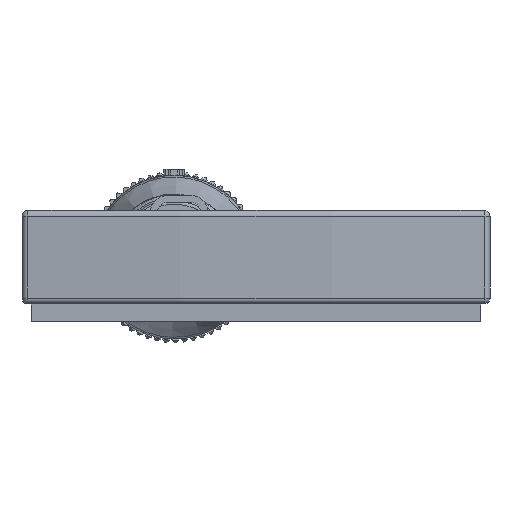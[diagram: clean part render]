
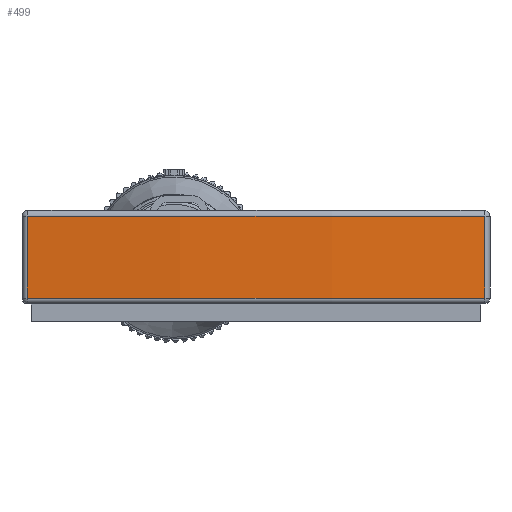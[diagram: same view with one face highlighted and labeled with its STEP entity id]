
A CAD part, front view. The second image highlights one B-rep face of the part: STEP entity #499.
In plain terms, the highlighted cylindrical face has radius 191.335 mm (diameter 382.671 mm), a partial arc.
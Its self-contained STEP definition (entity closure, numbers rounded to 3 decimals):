
#472=AXIS2_PLACEMENT_3D('Cylinder Axis2P3D',#469,#470,#471) ;
#485=AXIS2_PLACEMENT_3D('Circle Axis2P3D',#483,#484,$) ;
#490=AXIS2_PLACEMENT_3D('Circle Axis2P3D',#488,#489,$) ;
#338=CARTESIAN_POINT('Vertex',(39.551,1.002,10.8)) ;
#341=CARTESIAN_POINT('Line Origine',(39.551,1.002,7.3)) ;
#345=CARTESIAN_POINT('Vertex',(39.551,1.002,3.8)) ;
#469=CARTESIAN_POINT('Axis2P3D Location',(20.,191.335,7.3)) ;
#474=CARTESIAN_POINT('Line Origine',(0.449,1.002,7.3)) ;
#478=CARTESIAN_POINT('Vertex',(0.449,1.002,3.8)) ;
#480=CARTESIAN_POINT('Vertex',(0.449,1.002,10.8)) ;
#483=CARTESIAN_POINT('Axis2P3D Location',(20.,191.335,3.8)) ;
#488=CARTESIAN_POINT('Axis2P3D Location',(20.,191.335,10.8)) ;
#342=DIRECTION('Vector Direction',(0.,0.,1.)) ;
#470=DIRECTION('Axis2P3D Direction',(0.,0.,1.)) ;
#471=DIRECTION('Axis2P3D XDirection',(-0.105,-0.995,-0.)) ;
#475=DIRECTION('Vector Direction',(0.,0.,1.)) ;
#484=DIRECTION('Axis2P3D Direction',(0.,0.,1.)) ;
#489=DIRECTION('Axis2P3D Direction',(0.,0.,1.)) ;
#343=VECTOR('Line Direction',#342,1.) ;
#476=VECTOR('Line Direction',#475,1.) ;
#494=ORIENTED_EDGE('',*,*,#482,.F.) ;
#495=ORIENTED_EDGE('',*,*,#487,.F.) ;
#496=ORIENTED_EDGE('',*,*,#347,.F.) ;
#497=ORIENTED_EDGE('',*,*,#492,.F.) ;
#499=ADVANCED_FACE('2535800000.1\\Hauptk\X2\00F6\X0\rper',(#498),#473,.T.) ;
#486=CIRCLE('generated circle',#485,191.335) ;
#491=CIRCLE('generated circle',#490,191.335) ;
#473=CYLINDRICAL_SURFACE('generated cylinder',#472,191.335) ;
#347=EDGE_CURVE('',#339,#346,#344,.F.) ;
#482=EDGE_CURVE('',#479,#481,#477,.T.) ;
#487=EDGE_CURVE('',#346,#479,#486,.F.) ;
#492=EDGE_CURVE('',#481,#339,#491,.T.) ;
#493=EDGE_LOOP('',(#494,#495,#496,#497)) ;
#498=FACE_OUTER_BOUND('',#493,.T.) ;
#344=LINE('Line',#341,#343) ;
#477=LINE('Line',#474,#476) ;
#339=VERTEX_POINT('',#338) ;
#346=VERTEX_POINT('',#345) ;
#479=VERTEX_POINT('',#478) ;
#481=VERTEX_POINT('',#480) ;
